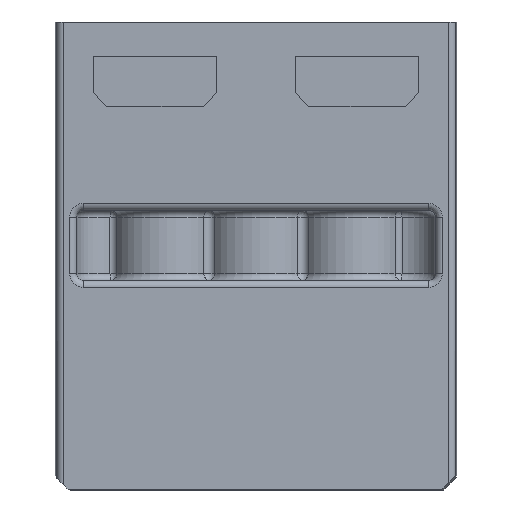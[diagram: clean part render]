
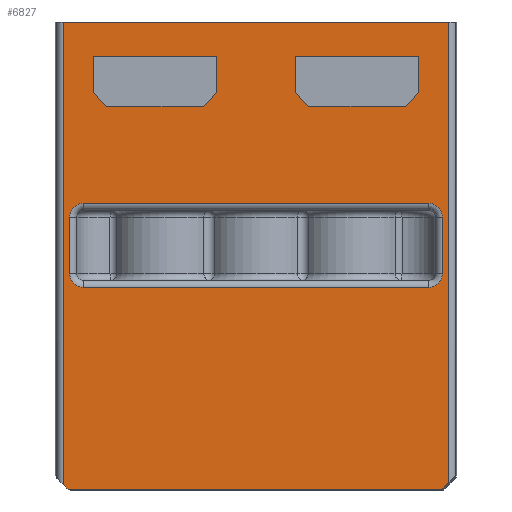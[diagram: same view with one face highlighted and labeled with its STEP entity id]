
A CAD part, top view. The second image highlights one B-rep face of the part: STEP entity #6827.
In plain terms, the highlighted planar face has unit normal (0, 0, 1).
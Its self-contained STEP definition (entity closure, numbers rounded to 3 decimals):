
#6827=ADVANCED_FACE('',(#10031,#10032,#10033,#10034),#7651,.T.);
#7651=PLANE('',#18201);
#8681=LINE('',#24188,#9357);
#8688=LINE('',#24208,#9364);
#8691=LINE('',#24218,#9367);
#8705=LINE('',#24277,#9381);
#8706=LINE('',#24281,#9382);
#8707=LINE('',#24283,#9383);
#8708=LINE('',#24284,#9384);
#8709=LINE('',#24287,#9385);
#8710=LINE('',#24289,#9386);
#8711=LINE('',#24291,#9387);
#8712=LINE('',#24293,#9388);
#8713=LINE('',#24295,#9389);
#8714=LINE('',#24296,#9390);
#8715=LINE('',#24299,#9391);
#8716=LINE('',#24301,#9392);
#8717=LINE('',#24303,#9393);
#8718=LINE('',#24305,#9394);
#8719=LINE('',#24307,#9395);
#8720=LINE('',#24308,#9396);
#9357=VECTOR('',#19859,1.);
#9364=VECTOR('',#19872,1.);
#9367=VECTOR('',#19881,1.);
#9381=VECTOR('',#19905,1.);
#9382=VECTOR('',#19910,1.);
#9383=VECTOR('',#19911,1.);
#9384=VECTOR('',#19912,1.);
#9385=VECTOR('',#19913,1.);
#9386=VECTOR('',#19914,1.);
#9387=VECTOR('',#19915,1.);
#9388=VECTOR('',#19916,1.);
#9389=VECTOR('',#19917,1.);
#9390=VECTOR('',#19918,1.);
#9391=VECTOR('',#19919,1.);
#9392=VECTOR('',#19920,1.);
#9393=VECTOR('',#19921,1.);
#9394=VECTOR('',#19922,1.);
#9395=VECTOR('',#19923,1.);
#9396=VECTOR('',#19924,1.);
#10031=FACE_BOUND('',#10302,.T.);
#10032=FACE_BOUND('',#10303,.T.);
#10033=FACE_BOUND('',#10304,.T.);
#10034=FACE_BOUND('',#10305,.T.);
#10302=EDGE_LOOP('',(#11419,#11420,#11421,#11422,#11423,#11424));
#10303=EDGE_LOOP('',(#11425,#11426,#11427,#11428,#11429,#11430));
#10304=EDGE_LOOP('',(#11431,#11432,#11433,#11434,#11435,#11436));
#10305=EDGE_LOOP('',(#11437,#11438,#11439,#11440,#11441,#11442,#11443,#11444));
#11419=ORIENTED_EDGE('',*,*,#16140,.T.);
#11420=ORIENTED_EDGE('',*,*,#16112,.T.);
#11421=ORIENTED_EDGE('',*,*,#16117,.T.);
#11422=ORIENTED_EDGE('',*,*,#16103,.T.);
#11423=ORIENTED_EDGE('',*,*,#16138,.F.);
#11424=ORIENTED_EDGE('',*,*,#16141,.F.);
#11425=ORIENTED_EDGE('',*,*,#16142,.T.);
#11426=ORIENTED_EDGE('',*,*,#16143,.F.);
#11427=ORIENTED_EDGE('',*,*,#16144,.T.);
#11428=ORIENTED_EDGE('',*,*,#16145,.F.);
#11429=ORIENTED_EDGE('',*,*,#16146,.T.);
#11430=ORIENTED_EDGE('',*,*,#16147,.T.);
#11431=ORIENTED_EDGE('',*,*,#16148,.T.);
#11432=ORIENTED_EDGE('',*,*,#16149,.T.);
#11433=ORIENTED_EDGE('',*,*,#16150,.T.);
#11434=ORIENTED_EDGE('',*,*,#16151,.F.);
#11435=ORIENTED_EDGE('',*,*,#16152,.T.);
#11436=ORIENTED_EDGE('',*,*,#16153,.F.);
#11437=ORIENTED_EDGE('',*,*,#16154,.T.);
#11438=ORIENTED_EDGE('',*,*,#16155,.T.);
#11439=ORIENTED_EDGE('',*,*,#16156,.T.);
#11440=ORIENTED_EDGE('',*,*,#16157,.T.);
#11441=ORIENTED_EDGE('',*,*,#16158,.T.);
#11442=ORIENTED_EDGE('',*,*,#16159,.T.);
#11443=ORIENTED_EDGE('',*,*,#16160,.T.);
#11444=ORIENTED_EDGE('',*,*,#16161,.T.);
#14993=VERTEX_POINT('',#24189);
#14994=VERTEX_POINT('',#24190);
#15002=VERTEX_POINT('',#24207);
#15003=VERTEX_POINT('',#24209);
#15023=VERTEX_POINT('',#24278);
#15024=VERTEX_POINT('',#24282);
#15025=VERTEX_POINT('',#24285);
#15026=VERTEX_POINT('',#24286);
#15027=VERTEX_POINT('',#24288);
#15028=VERTEX_POINT('',#24290);
#15029=VERTEX_POINT('',#24292);
#15030=VERTEX_POINT('',#24294);
#15031=VERTEX_POINT('',#24297);
#15032=VERTEX_POINT('',#24298);
#15033=VERTEX_POINT('',#24300);
#15034=VERTEX_POINT('',#24302);
#15035=VERTEX_POINT('',#24304);
#15036=VERTEX_POINT('',#24306);
#15037=VERTEX_POINT('',#24309);
#15038=VERTEX_POINT('',#24310);
#15039=VERTEX_POINT('',#24315);
#15040=VERTEX_POINT('',#24320);
#15041=VERTEX_POINT('',#24325);
#15042=VERTEX_POINT('',#24330);
#15043=VERTEX_POINT('',#24335);
#15044=VERTEX_POINT('',#24340);
#16103=EDGE_CURVE('',#14993,#14994,#8681,.T.);
#16112=EDGE_CURVE('',#15003,#15002,#8688,.T.);
#16117=EDGE_CURVE('',#15002,#14993,#8691,.T.);
#16138=EDGE_CURVE('',#15023,#14994,#8705,.T.);
#16140=EDGE_CURVE('',#15024,#15003,#8706,.T.);
#16141=EDGE_CURVE('',#15024,#15023,#8707,.T.);
#16142=EDGE_CURVE('',#15025,#15026,#8708,.T.);
#16143=EDGE_CURVE('',#15027,#15026,#8709,.T.);
#16144=EDGE_CURVE('',#15027,#15028,#8710,.T.);
#16145=EDGE_CURVE('',#15029,#15028,#8711,.T.);
#16146=EDGE_CURVE('',#15029,#15030,#8712,.T.);
#16147=EDGE_CURVE('',#15030,#15025,#8713,.T.);
#16148=EDGE_CURVE('',#15031,#15032,#8714,.T.);
#16149=EDGE_CURVE('',#15032,#15033,#8715,.T.);
#16150=EDGE_CURVE('',#15033,#15034,#8716,.T.);
#16151=EDGE_CURVE('',#15035,#15034,#8717,.T.);
#16152=EDGE_CURVE('',#15035,#15036,#8718,.T.);
#16153=EDGE_CURVE('',#15031,#15036,#8719,.T.);
#16154=EDGE_CURVE('',#15037,#15038,#8720,.T.);
#16155=EDGE_CURVE('',#15038,#15039,#17851,.T.);
#16156=EDGE_CURVE('',#15039,#15040,#17852,.T.);
#16157=EDGE_CURVE('',#15040,#15041,#17853,.T.);
#16158=EDGE_CURVE('',#15041,#15042,#17854,.T.);
#16159=EDGE_CURVE('',#15042,#15043,#17855,.T.);
#16160=EDGE_CURVE('',#15043,#15044,#17856,.T.);
#16161=EDGE_CURVE('',#15044,#15037,#17857,.T.);
#17851=B_SPLINE_CURVE_WITH_KNOTS('',3,(#24311,#24312,#24313,#24314),
 .UNSPECIFIED.,.F.,.F.,(4,4),(0.,1.),.UNSPECIFIED.);
#17852=B_SPLINE_CURVE_WITH_KNOTS('',3,(#24316,#24317,#24318,#24319),
 .UNSPECIFIED.,.F.,.F.,(4,4),(0.,1.),.UNSPECIFIED.);
#17853=B_SPLINE_CURVE_WITH_KNOTS('',3,(#24321,#24322,#24323,#24324),
 .UNSPECIFIED.,.F.,.F.,(4,4),(0.,1.),.UNSPECIFIED.);
#17854=B_SPLINE_CURVE_WITH_KNOTS('',3,(#24326,#24327,#24328,#24329),
 .UNSPECIFIED.,.F.,.F.,(4,4),(0.,1.),.UNSPECIFIED.);
#17855=B_SPLINE_CURVE_WITH_KNOTS('',3,(#24331,#24332,#24333,#24334),
 .UNSPECIFIED.,.F.,.F.,(4,4),(0.,1.),.UNSPECIFIED.);
#17856=B_SPLINE_CURVE_WITH_KNOTS('',3,(#24336,#24337,#24338,#24339),
 .UNSPECIFIED.,.F.,.F.,(4,4),(0.,1.),.UNSPECIFIED.);
#17857=B_SPLINE_CURVE_WITH_KNOTS('',3,(#24341,#24342,#24343,#24344),
 .UNSPECIFIED.,.F.,.F.,(4,4),(0.,1.),.UNSPECIFIED.);
#18201=AXIS2_PLACEMENT_3D('',#24345,#19925,#19926);
#19859=DIRECTION('',(0.707,0.707,0.));
#19872=DIRECTION('',(0.707,-0.707,0.));
#19881=DIRECTION('',(1.,0.,0.));
#19905=DIRECTION('',(0.,-1.,0.));
#19910=DIRECTION('',(0.,-1.,0.));
#19911=DIRECTION('',(1.,0.,0.));
#19912=DIRECTION('',(1.,0.,0.));
#19913=DIRECTION('',(0.,1.,0.));
#19914=DIRECTION('',(-0.707,-0.707,0.));
#19915=DIRECTION('',(1.,0.,0.));
#19916=DIRECTION('',(-0.707,0.707,0.));
#19917=DIRECTION('',(0.,1.,0.));
#19918=DIRECTION('',(-0.707,0.707,0.));
#19919=DIRECTION('',(0.,1.,0.));
#19920=DIRECTION('',(1.,0.,0.));
#19921=DIRECTION('',(0.,1.,0.));
#19922=DIRECTION('',(-0.707,-0.707,0.));
#19923=DIRECTION('',(1.,0.,0.));
#19924=DIRECTION('',(-1.,0.,0.));
#19925=DIRECTION('',(0.,0.,1.));
#19926=DIRECTION('',(1.,0.,0.));
#24188=CARTESIAN_POINT('',(-0.54,-14.06,15.15));
#24189=CARTESIAN_POINT('',(13.521,0.,15.15));
#24190=CARTESIAN_POINT('',(14.023,0.503,15.15));
#24207=CARTESIAN_POINT('',(-13.679,0.,15.15));
#24208=CARTESIAN_POINT('',(-14.14,0.46,15.15));
#24209=CARTESIAN_POINT('',(-14.023,0.344,15.15));
#24218=CARTESIAN_POINT('',(-14.023,0.,15.15));
#24277=CARTESIAN_POINT('',(14.023,34.,15.15));
#24278=CARTESIAN_POINT('',(14.023,34.,15.15));
#24281=CARTESIAN_POINT('',(-14.023,34.,15.15));
#24282=CARTESIAN_POINT('',(-14.023,34.,15.15));
#24283=CARTESIAN_POINT('',(-14.023,34.,15.15));
#24284=CARTESIAN_POINT('',(2.85,31.5,15.15));
#24285=CARTESIAN_POINT('',(2.85,31.5,15.15));
#24286=CARTESIAN_POINT('',(11.85,31.5,15.15));
#24287=CARTESIAN_POINT('',(11.85,28.85,15.15));
#24288=CARTESIAN_POINT('',(11.85,28.85,15.15));
#24289=CARTESIAN_POINT('',(11.85,28.85,15.15));
#24290=CARTESIAN_POINT('',(10.85,27.85,15.15));
#24291=CARTESIAN_POINT('',(3.85,27.85,15.15));
#24292=CARTESIAN_POINT('',(3.85,27.85,15.15));
#24293=CARTESIAN_POINT('',(3.85,27.85,15.15));
#24294=CARTESIAN_POINT('',(2.85,28.85,15.15));
#24295=CARTESIAN_POINT('',(2.85,28.85,15.15));
#24296=CARTESIAN_POINT('',(-10.85,27.85,15.15));
#24297=CARTESIAN_POINT('',(-10.85,27.85,15.15));
#24298=CARTESIAN_POINT('',(-11.85,28.85,15.15));
#24299=CARTESIAN_POINT('',(-11.85,28.85,15.15));
#24300=CARTESIAN_POINT('',(-11.85,31.5,15.15));
#24301=CARTESIAN_POINT('',(-11.85,31.5,15.15));
#24302=CARTESIAN_POINT('',(-2.85,31.5,15.15));
#24303=CARTESIAN_POINT('',(-2.85,28.85,15.15));
#24304=CARTESIAN_POINT('',(-2.85,28.85,15.15));
#24305=CARTESIAN_POINT('',(-2.85,28.85,15.15));
#24306=CARTESIAN_POINT('',(-3.85,27.85,15.15));
#24307=CARTESIAN_POINT('',(-10.85,27.85,15.15));
#24308=CARTESIAN_POINT('',(12.56,14.7,15.15));
#24309=CARTESIAN_POINT('',(12.56,14.7,15.15));
#24310=CARTESIAN_POINT('',(-12.56,14.7,15.15));
#24311=CARTESIAN_POINT('',(-12.56,14.7,15.15));
#24312=CARTESIAN_POINT('',(-13.077,14.7,15.15));
#24313=CARTESIAN_POINT('',(-13.56,15.183,15.15));
#24314=CARTESIAN_POINT('',(-13.56,15.7,15.15));
#24315=CARTESIAN_POINT('',(-13.56,15.7,15.15));
#24316=CARTESIAN_POINT('',(-13.56,15.7,15.15));
#24317=CARTESIAN_POINT('',(-13.56,17.067,15.15));
#24318=CARTESIAN_POINT('',(-13.56,18.433,15.15));
#24319=CARTESIAN_POINT('',(-13.56,19.8,15.15));
#24320=CARTESIAN_POINT('',(-13.56,19.8,15.15));
#24321=CARTESIAN_POINT('',(-13.56,19.8,15.15));
#24322=CARTESIAN_POINT('',(-13.56,20.318,15.15));
#24323=CARTESIAN_POINT('',(-13.077,20.8,15.15));
#24324=CARTESIAN_POINT('',(-12.56,20.8,15.15));
#24325=CARTESIAN_POINT('',(-12.56,20.8,15.15));
#24326=CARTESIAN_POINT('',(-12.56,20.8,15.15));
#24327=CARTESIAN_POINT('',(-4.187,20.8,15.15));
#24328=CARTESIAN_POINT('',(4.187,20.8,15.15));
#24329=CARTESIAN_POINT('',(12.56,20.8,15.15));
#24330=CARTESIAN_POINT('',(12.56,20.8,15.15));
#24331=CARTESIAN_POINT('',(12.56,20.8,15.15));
#24332=CARTESIAN_POINT('',(13.075,20.8,15.15));
#24333=CARTESIAN_POINT('',(13.56,20.32,15.15));
#24334=CARTESIAN_POINT('',(13.56,19.8,15.15));
#24335=CARTESIAN_POINT('',(13.56,19.8,15.15));
#24336=CARTESIAN_POINT('',(13.56,19.8,15.15));
#24337=CARTESIAN_POINT('',(13.56,18.433,15.15));
#24338=CARTESIAN_POINT('',(13.56,17.067,15.15));
#24339=CARTESIAN_POINT('',(13.56,15.7,15.15));
#24340=CARTESIAN_POINT('',(13.56,15.7,15.15));
#24341=CARTESIAN_POINT('',(13.56,15.7,15.15));
#24342=CARTESIAN_POINT('',(13.56,15.185,15.15));
#24343=CARTESIAN_POINT('',(13.08,14.7,15.15));
#24344=CARTESIAN_POINT('',(12.56,14.7,15.15));
#24345=CARTESIAN_POINT('',(-14.6,0.,15.15));
